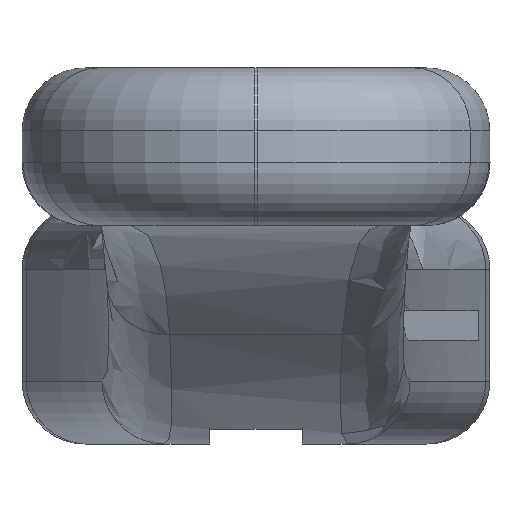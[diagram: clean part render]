
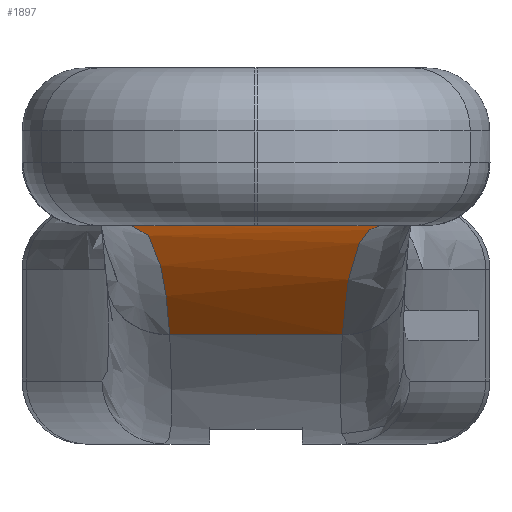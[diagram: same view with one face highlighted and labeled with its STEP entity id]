
A CAD part, left-side view. The second image highlights one B-rep face of the part: STEP entity #1897.
In plain terms, the highlighted cylindrical face has radius 19.3 mm (diameter 38.6 mm), a partial arc.
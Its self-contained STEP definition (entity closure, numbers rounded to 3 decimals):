
#22=CYLINDRICAL_SURFACE('',#2053,19.3);
#69=B_SPLINE_CURVE_WITH_KNOTS('',3,(#3334,#3335,#3336,#3337),
 .UNSPECIFIED.,.F.,.F.,(4,4),(0.,1.096),.UNSPECIFIED.);
#71=B_SPLINE_CURVE_WITH_KNOTS('',3,(#3369,#3370,#3371,#3372),
 .UNSPECIFIED.,.F.,.F.,(4,4),(0.,1.096),.UNSPECIFIED.);
#183=LINE('',#3374,#270);
#184=LINE('',#3375,#271);
#270=VECTOR('',#2383,10.);
#271=VECTOR('',#2384,10.);
#372=FACE_OUTER_BOUND('',#496,.T.);
#496=EDGE_LOOP('',(#1362,#1363,#1364,#1365));
#814=VERTEX_POINT('',#3331);
#815=VERTEX_POINT('',#3333);
#816=VERTEX_POINT('',#3359);
#819=VERTEX_POINT('',#3367);
#1016=EDGE_CURVE('',#814,#815,#69,.F.);
#1021=EDGE_CURVE('',#819,#816,#71,.F.);
#1022=EDGE_CURVE('',#816,#814,#183,.T.);
#1023=EDGE_CURVE('',#815,#819,#184,.T.);
#1362=ORIENTED_EDGE('',*,*,#1016,.F.);
#1363=ORIENTED_EDGE('',*,*,#1022,.F.);
#1364=ORIENTED_EDGE('',*,*,#1021,.F.);
#1365=ORIENTED_EDGE('',*,*,#1023,.F.);
#1897=ADVANCED_FACE('',(#372),#22,.F.);
#2053=AXIS2_PLACEMENT_3D('',#3373,#2381,#2382);
#2381=DIRECTION('center_axis',(0.,1.,0.));
#2382=DIRECTION('ref_axis',(0.259,0.,0.966));
#2383=DIRECTION('',(0.,-1.,0.));
#2384=DIRECTION('',(0.,1.,0.));
#3331=CARTESIAN_POINT('',(11.965,-8.592,5.2));
#3333=CARTESIAN_POINT('',(21.637,-7.679,2.602));
#3334=CARTESIAN_POINT('Ctrl Pts',(21.637,-7.679,2.602));
#3335=CARTESIAN_POINT('Ctrl Pts',(18.704,-7.784,4.3));
#3336=CARTESIAN_POINT('Ctrl Pts',(15.322,-8.077,5.2));
#3337=CARTESIAN_POINT('Ctrl Pts',(11.965,-8.592,5.2));
#3359=CARTESIAN_POINT('',(11.965,-2.658,5.2));
#3367=CARTESIAN_POINT('',(21.637,-3.571,2.602));
#3369=CARTESIAN_POINT('Ctrl Pts',(11.965,-2.658,5.2));
#3370=CARTESIAN_POINT('Ctrl Pts',(15.322,-3.173,5.2));
#3371=CARTESIAN_POINT('Ctrl Pts',(18.704,-3.466,4.3));
#3372=CARTESIAN_POINT('Ctrl Pts',(21.637,-3.571,2.602));
#3373=CARTESIAN_POINT('Origin',(11.965,0.,-14.1));
#3374=CARTESIAN_POINT('',(11.965,0.,5.2));
#3375=CARTESIAN_POINT('',(21.637,0.,2.602));
